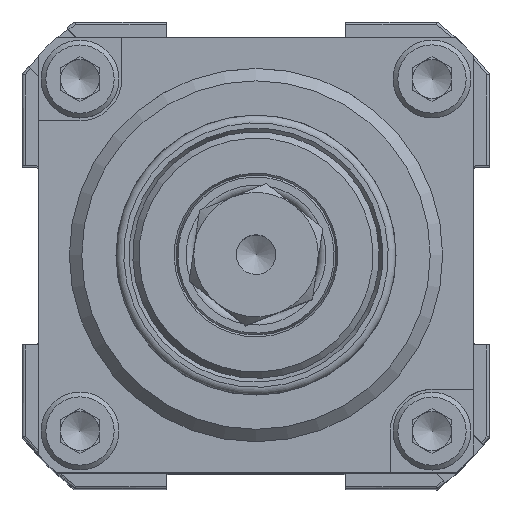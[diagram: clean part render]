
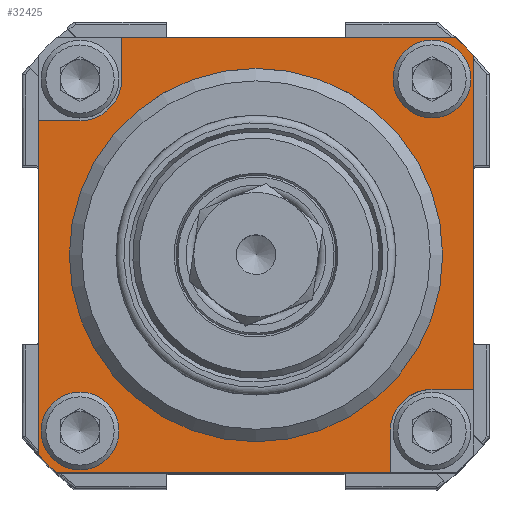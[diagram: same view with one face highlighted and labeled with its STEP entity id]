
A CAD part, top view. The second image highlights one B-rep face of the part: STEP entity #32425.
In plain terms, the highlighted planar face has unit normal (0, 0, 1).
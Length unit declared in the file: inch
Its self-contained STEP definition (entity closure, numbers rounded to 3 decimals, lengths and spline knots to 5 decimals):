
#1640 = CARTESIAN_POINT ( 'NONE',  ( 0.875, 0.53961, 0.25 ) ) ;
#1806 = DIRECTION ( 'NONE',  ( 1., 0., 0. ) ) ;
#1952 = LINE ( 'NONE', #22706, #65398 ) ;
#2162 = VERTEX_POINT ( 'NONE', #64359 ) ;
#4283 = AXIS2_PLACEMENT_3D ( 'NONE', #23188, #43720, #64341 ) ;
#4971 = VERTEX_POINT ( 'NONE', #35147 ) ;
#5313 = ORIENTED_EDGE ( 'NONE', *, *, #65296, .T. ) ;
#5484 = CARTESIAN_POINT ( 'NONE',  ( 0., 0., 0.25 ) ) ;
#5719 = EDGE_CURVE ( 'NONE', #15660, #15660, #47645, .T. ) ;
#5890 = DIRECTION ( 'NONE',  ( -1., 0., 0. ) ) ;
#6102 = CARTESIAN_POINT ( 'NONE',  ( -0.875, 0.875, 0.25 ) ) ;
#6269 = CARTESIAN_POINT ( 'NONE',  ( 0.53961, 0.70711, 0.25 ) ) ;
#7461 = CARTESIAN_POINT ( 'NONE',  ( 0.70711, 0.70711, 0.25 ) ) ;
#7828 = CARTESIAN_POINT ( 'NONE',  ( 0., 0., 0.25 ) ) ;
#8646 = AXIS2_PLACEMENT_3D ( 'NONE', #31582, #52150, #5890 ) ;
#8774 = DIRECTION ( 'NONE',  ( -1., 0., 0. ) ) ;
#8970 = VECTOR ( 'NONE', #1806, 39.37008 ) ;
#9176 = EDGE_CURVE ( 'NONE', #4971, #33289, #27584, .T. ) ;
#11427 = CARTESIAN_POINT ( 'NONE',  ( -0.875, 0.80283, 0.25 ) ) ;
#12944 = FACE_BOUND ( 'NONE', #30996, .T. ) ;
#13139 = CARTESIAN_POINT ( 'NONE',  ( -0.875, -0.53961, 0.25 ) ) ;
#13699 = ORIENTED_EDGE ( 'NONE', *, *, #34972, .F. ) ;
#13887 = VECTOR ( 'NONE', #26747, 39.37008 ) ;
#14289 = VERTEX_POINT ( 'NONE', #11427 ) ;
#15318 = EDGE_CURVE ( 'NONE', #20229, #4971, #27048, .T. ) ;
#15454 = CARTESIAN_POINT ( 'NONE',  ( -0.70711, -0.70711, 0.25 ) ) ;
#15660 = VERTEX_POINT ( 'NONE', #36196 ) ;
#17752 = VERTEX_POINT ( 'NONE', #41170 ) ;
#18488 = VECTOR ( 'NONE', #62262, 39.37008 ) ;
#18678 = ORIENTED_EDGE ( 'NONE', *, *, #5719, .T. ) ;
#18836 = CIRCLE ( 'NONE', #56492, 0.1675 ) ;
#18929 = CARTESIAN_POINT ( 'NONE',  ( -0.875, -0.875, 0.25 ) ) ;
#19100 = LINE ( 'NONE', #39631, #38629 ) ;
#20229 = VERTEX_POINT ( 'NONE', #50407 ) ;
#21101 = LINE ( 'NONE', #41676, #18488 ) ;
#21137 = EDGE_LOOP ( 'NONE', ( #47101 ) ) ;
#22122 = CARTESIAN_POINT ( 'NONE',  ( -0.70711, 0.70711, 0.25 ) ) ;
#22315 = VERTEX_POINT ( 'NONE', #42873 ) ;
#22513 = ORIENTED_EDGE ( 'NONE', *, *, #34006, .F. ) ;
#22706 = CARTESIAN_POINT ( 'NONE',  ( -0.875, 0.875, 0.25 ) ) ;
#23188 = CARTESIAN_POINT ( 'NONE',  ( 0., 0., 0.25 ) ) ;
#24305 = ORIENTED_EDGE ( 'NONE', *, *, #9176, .F. ) ;
#24320 = VERTEX_POINT ( 'NONE', #44865 ) ;
#24596 = AXIS2_PLACEMENT_3D ( 'NONE', #7828, #28479, #49020 ) ;
#24844 = EDGE_LOOP ( 'NONE', ( #44375, #43420, #22513, #44190, #59405, #5313, #24305, #39088, #66900, #62053, #13699, #37672 ) ) ;
#25512 = AXIS2_PLACEMENT_3D ( 'NONE', #34428, #55018, #8774 ) ;
#26020 = VECTOR ( 'NONE', #39465, 39.37008 ) ;
#26149 = DIRECTION ( 'NONE',  ( 0., 0., 1. ) ) ;
#26747 = DIRECTION ( 'NONE',  ( -1., 0., 0. ) ) ;
#26918 = DIRECTION ( 'NONE',  ( 0., -1., 0. ) ) ;
#27003 = EDGE_CURVE ( 'NONE', #34791, #40325, #18836, .T. ) ;
#27048 = CIRCLE ( 'NONE', #64805, 0.1675 ) ;
#27216 = AXIS2_PLACEMENT_3D ( 'NONE', #22122, #42667, #63268 ) ;
#27584 = LINE ( 'NONE', #48147, #8970 ) ;
#28118 = DIRECTION ( 'NONE',  ( 0., 0., 1. ) ) ;
#28370 = VERTEX_POINT ( 'NONE', #58831 ) ;
#28479 = DIRECTION ( 'NONE',  ( 0., 0., 1. ) ) ;
#28680 = VERTEX_POINT ( 'NONE', #31763 ) ;
#28884 = AXIS2_PLACEMENT_3D ( 'NONE', #5484, #26149, #46696 ) ;
#30996 = EDGE_LOOP ( 'NONE', ( #18678 ) ) ;
#31582 = CARTESIAN_POINT ( 'NONE',  ( 0., 0., 0.25 ) ) ;
#31763 = CARTESIAN_POINT ( 'NONE',  ( -0.875, -0.53961, 0.25 ) ) ;
#32425 = ADVANCED_FACE ( 'NONE', ( #38564, #59152, #12944, #33509 ), #54072, .T. ) ;
#33289 = VERTEX_POINT ( 'NONE', #1640 ) ;
#33461 = CIRCLE ( 'NONE', #4283, 1.1875 ) ;
#33509 = FACE_BOUND ( 'NONE', #58011, .T. ) ;
#33695 = DIRECTION ( 'NONE',  ( -1., 0., 0. ) ) ;
#34006 = EDGE_CURVE ( 'NONE', #65216, #34791, #19100, .T. ) ;
#34428 = CARTESIAN_POINT ( 'NONE',  ( 0.70711, -0.70711, 0.25 ) ) ;
#34791 = VERTEX_POINT ( 'NONE', #35658 ) ;
#34972 = EDGE_CURVE ( 'NONE', #14289, #2162, #66894, .T. ) ;
#35147 = CARTESIAN_POINT ( 'NONE',  ( 0.70711, 0.53961, 0.25 ) ) ;
#35658 = CARTESIAN_POINT ( 'NONE',  ( -0.53961, -0.70711, 0.25 ) ) ;
#36000 = DIRECTION ( 'NONE',  ( 0., 0., 1. ) ) ;
#36196 = CARTESIAN_POINT ( 'NONE',  ( -0.80761, 0.70711, 0.25 ) ) ;
#37672 = ORIENTED_EDGE ( 'NONE', *, *, #39344, .T. ) ;
#38564 = FACE_OUTER_BOUND ( 'NONE', #24844, .T. ) ;
#38629 = VECTOR ( 'NONE', #60229, 39.37008 ) ;
#38673 = CARTESIAN_POINT ( 'NONE',  ( 0.875, -0.80283, 0.25 ) ) ;
#39088 = ORIENTED_EDGE ( 'NONE', *, *, #15318, .F. ) ;
#39339 = VECTOR ( 'NONE', #26918, 39.37008 ) ;
#39344 = EDGE_CURVE ( 'NONE', #14289, #28680, #1952, .T. ) ;
#39465 = DIRECTION ( 'NONE',  ( 1., 0., 0. ) ) ;
#39631 = CARTESIAN_POINT ( 'NONE',  ( -0.53961, -0.70711, 0.25 ) ) ;
#40005 = CARTESIAN_POINT ( 'NONE',  ( -0.53961, -0.875, 0.25 ) ) ;
#40325 = VERTEX_POINT ( 'NONE', #47211 ) ;
#41170 = CARTESIAN_POINT ( 'NONE',  ( 0.80283, -0.875, 0.25 ) ) ;
#41676 = CARTESIAN_POINT ( 'NONE',  ( 0.875, 0.875, 0.25 ) ) ;
#42667 = DIRECTION ( 'NONE',  ( 0., 0., -1. ) ) ;
#42873 = CARTESIAN_POINT ( 'NONE',  ( 0.75, 0., 0.25 ) ) ;
#43253 = DIRECTION ( 'NONE',  ( 0., -1., 0. ) ) ;
#43416 = EDGE_CURVE ( 'NONE', #54632, #17752, #33461, .T. ) ;
#43420 = ORIENTED_EDGE ( 'NONE', *, *, #27003, .F. ) ;
#43720 = DIRECTION ( 'NONE',  ( 0., 0., -1. ) ) ;
#44190 = ORIENTED_EDGE ( 'NONE', *, *, #47481, .T. ) ;
#44375 = ORIENTED_EDGE ( 'NONE', *, *, #59248, .F. ) ;
#44865 = CARTESIAN_POINT ( 'NONE',  ( 0.60661, -0.70711, 0.25 ) ) ;
#46696 = DIRECTION ( 'NONE',  ( 1., 0., 0. ) ) ;
#47101 = ORIENTED_EDGE ( 'NONE', *, *, #49351, .F. ) ;
#47211 = CARTESIAN_POINT ( 'NONE',  ( -0.70711, -0.53961, 0.25 ) ) ;
#47481 = EDGE_CURVE ( 'NONE', #65216, #17752, #65163, .T. ) ;
#47645 = CIRCLE ( 'NONE', #27216, 0.1005 ) ;
#48147 = CARTESIAN_POINT ( 'NONE',  ( 0.875, 0.53961, 0.25 ) ) ;
#48675 = DIRECTION ( 'NONE',  ( 1., 0., 0. ) ) ;
#49020 = DIRECTION ( 'NONE',  ( 1., 0., 0. ) ) ;
#49351 = EDGE_CURVE ( 'NONE', #22315, #22315, #57936, .T. ) ;
#50407 = CARTESIAN_POINT ( 'NONE',  ( 0.53961, 0.70711, 0.25 ) ) ;
#52150 = DIRECTION ( 'NONE',  ( 0., 0., -1. ) ) ;
#52344 = LINE ( 'NONE', #6102, #13887 ) ;
#52521 = LINE ( 'NONE', #6269, #39339 ) ;
#54072 = PLANE ( 'NONE',  #24596 ) ;
#54585 = CIRCLE ( 'NONE', #25512, 0.1005 ) ;
#54632 = VERTEX_POINT ( 'NONE', #38673 ) ;
#55018 = DIRECTION ( 'NONE',  ( 0., 0., -1. ) ) ;
#55117 = EDGE_CURVE ( 'NONE', #28370, #20229, #52521, .T. ) ;
#56149 = ORIENTED_EDGE ( 'NONE', *, *, #57851, .T. ) ;
#56492 = AXIS2_PLACEMENT_3D ( 'NONE', #15454, #36000, #56577 ) ;
#56577 = DIRECTION ( 'NONE',  ( -1., 0., 0. ) ) ;
#56885 = VECTOR ( 'NONE', #33695, 39.37008 ) ;
#57851 = EDGE_CURVE ( 'NONE', #24320, #24320, #54585, .T. ) ;
#57936 = CIRCLE ( 'NONE', #28884, 0.75 ) ;
#58011 = EDGE_LOOP ( 'NONE', ( #56149 ) ) ;
#58831 = CARTESIAN_POINT ( 'NONE',  ( 0.53961, 0.875, 0.25 ) ) ;
#59152 = FACE_BOUND ( 'NONE', #21137, .T. ) ;
#59248 = EDGE_CURVE ( 'NONE', #40325, #28680, #59354, .T. ) ;
#59354 = LINE ( 'NONE', #13139, #56885 ) ;
#59405 = ORIENTED_EDGE ( 'NONE', *, *, #43416, .F. ) ;
#60229 = DIRECTION ( 'NONE',  ( 0., 1., 0. ) ) ;
#62053 = ORIENTED_EDGE ( 'NONE', *, *, #62093, .T. ) ;
#62093 = EDGE_CURVE ( 'NONE', #28370, #2162, #52344, .T. ) ;
#62262 = DIRECTION ( 'NONE',  ( 0., 1., 0. ) ) ;
#63268 = DIRECTION ( 'NONE',  ( -1., 0., 0. ) ) ;
#64341 = DIRECTION ( 'NONE',  ( -1., 0., 0. ) ) ;
#64359 = CARTESIAN_POINT ( 'NONE',  ( -0.80283, 0.875, 0.25 ) ) ;
#64805 = AXIS2_PLACEMENT_3D ( 'NONE', #7461, #28118, #48675 ) ;
#65163 = LINE ( 'NONE', #18929, #26020 ) ;
#65216 = VERTEX_POINT ( 'NONE', #40005 ) ;
#65296 = EDGE_CURVE ( 'NONE', #54632, #33289, #21101, .T. ) ;
#65398 = VECTOR ( 'NONE', #43253, 39.37008 ) ;
#66894 = CIRCLE ( 'NONE', #8646, 1.1875 ) ;
#66900 = ORIENTED_EDGE ( 'NONE', *, *, #55117, .F. ) ;
